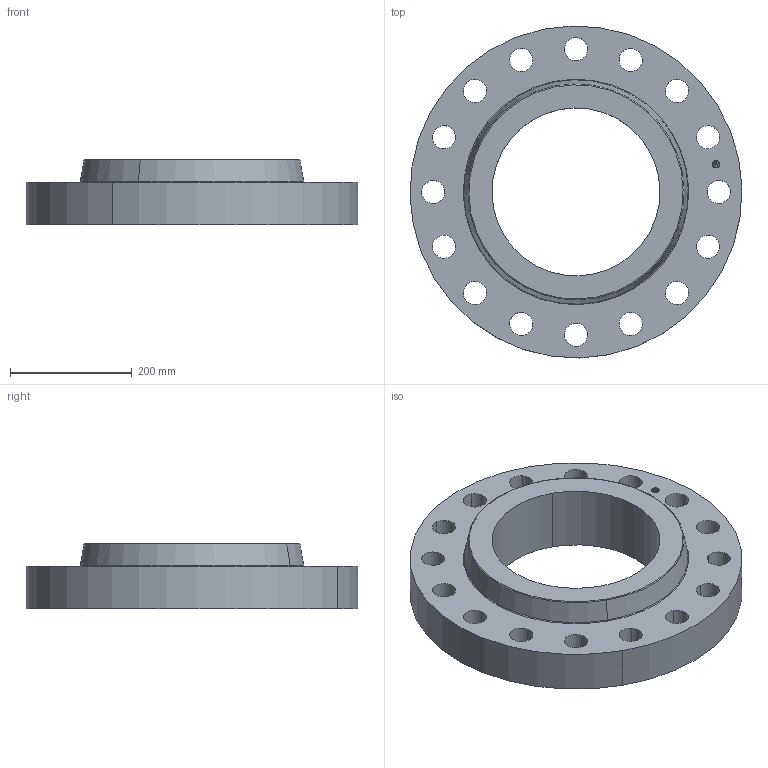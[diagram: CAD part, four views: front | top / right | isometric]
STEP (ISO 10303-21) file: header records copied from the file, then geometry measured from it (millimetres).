
FILE_DESCRIPTION(('3D STEP'),'2;1');
FILE_NAME('10-900-SLIP-ON-FF-FLANGE.stp','2013-03-04T13:54:23+00:00',('Texas Flange'),(''),'CATIA Version 5 Release 20 SP 6 (IN-10)','CATIA V5 STEP AP214','800-826-3801');
FILE_SCHEMA(('AUTOMOTIVE_DESIGN { 1 0 10303 214 1 1 1 1 }'));
Length unit declared in the file: inch
Products named in the file (1): 10-900-SLIP-ON-FF-FLANGE
Bounding box: 545.95 x 545.95 x 107.95 mm (x, y, z)
Volume: 12524228 mm3; surface area: 694733.2 mm2
Topology: 1 solids, 1 shells, 430 faces, 1226 edges, 816 vertices
Faces by surface type: plane 368, cylinder 56, torus 4, cone 2
Entity records: 16148 total; most frequent: ORIENTED_EDGE 2452, CARTESIAN_POINT 2418, DIRECTION 1976, EDGE_CURVE 1226, VECTOR 1102, LINE 1102, VERTEX_POINT 816, AXIS2_PLACEMENT_3D 500
